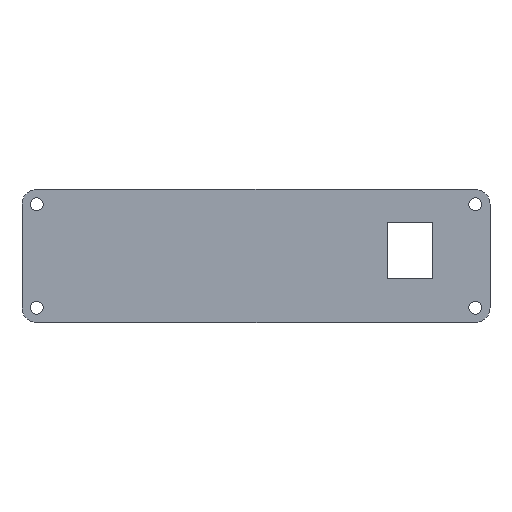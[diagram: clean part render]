
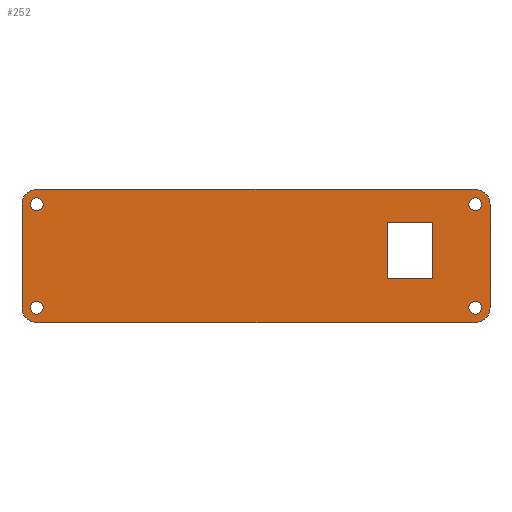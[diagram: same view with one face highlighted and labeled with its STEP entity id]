
A CAD part, top view. The second image highlights one B-rep face of the part: STEP entity #252.
In plain terms, the highlighted planar face has unit normal (0, 0, 1).
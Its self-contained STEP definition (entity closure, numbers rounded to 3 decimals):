
#32 = VERTEX_POINT('',#33);
#33 = CARTESIAN_POINT('',(44.5,13.5,2.));
#39 = EDGE_CURVE('',#32,#40,#42,.T.);
#40 = VERTEX_POINT('',#41);
#41 = CARTESIAN_POINT('',(-44.5,13.5,2.));
#42 = LINE('',#43,#44);
#43 = CARTESIAN_POINT('',(47.5,13.5,2.));
#44 = VECTOR('',#45,1.);
#45 = DIRECTION('',(-1.,0.,0.));
#208 = VERTEX_POINT('',#209);
#209 = CARTESIAN_POINT('',(47.5,10.5,2.));
#215 = EDGE_CURVE('',#32,#208,#216,.T.);
#216 = CIRCLE('',#217,3.);
#217 = AXIS2_PLACEMENT_3D('',#218,#219,#220);
#218 = CARTESIAN_POINT('',(44.5,10.5,2.));
#219 = DIRECTION('',(-0.,-0.,-1.));
#220 = DIRECTION('',(0.,-1.,0.));
#233 = VERTEX_POINT('',#234);
#234 = CARTESIAN_POINT('',(-47.5,10.5,2.));
#240 = EDGE_CURVE('',#40,#233,#241,.T.);
#241 = CIRCLE('',#242,3.);
#242 = AXIS2_PLACEMENT_3D('',#243,#244,#245);
#243 = CARTESIAN_POINT('',(-44.5,10.5,2.));
#244 = DIRECTION('',(-0.,0.,1.));
#245 = DIRECTION('',(0.,-1.,0.));
#252 = ADVANCED_FACE('',(#253,#298,#309,#320,#331,#365),#376,.T.);
#253 = FACE_BOUND('',#254,.T.);
#254 = EDGE_LOOP('',(#255,#256,#257,#265,#274,#282,#291,#297));
#255 = ORIENTED_EDGE('',*,*,#39,.T.);
#256 = ORIENTED_EDGE('',*,*,#240,.T.);
#257 = ORIENTED_EDGE('',*,*,#258,.T.);
#258 = EDGE_CURVE('',#233,#259,#261,.T.);
#259 = VERTEX_POINT('',#260);
#260 = CARTESIAN_POINT('',(-47.5,-10.5,2.));
#261 = LINE('',#262,#263);
#262 = CARTESIAN_POINT('',(-47.5,13.5,2.));
#263 = VECTOR('',#264,1.);
#264 = DIRECTION('',(0.,-1.,0.));
#265 = ORIENTED_EDGE('',*,*,#266,.T.);
#266 = EDGE_CURVE('',#259,#267,#269,.T.);
#267 = VERTEX_POINT('',#268);
#268 = CARTESIAN_POINT('',(-44.5,-13.5,2.));
#269 = CIRCLE('',#270,3.);
#270 = AXIS2_PLACEMENT_3D('',#271,#272,#273);
#271 = CARTESIAN_POINT('',(-44.5,-10.5,2.));
#272 = DIRECTION('',(-0.,0.,1.));
#273 = DIRECTION('',(0.,-1.,0.));
#274 = ORIENTED_EDGE('',*,*,#275,.T.);
#275 = EDGE_CURVE('',#267,#276,#278,.T.);
#276 = VERTEX_POINT('',#277);
#277 = CARTESIAN_POINT('',(44.5,-13.5,2.));
#278 = LINE('',#279,#280);
#279 = CARTESIAN_POINT('',(-47.5,-13.5,2.));
#280 = VECTOR('',#281,1.);
#281 = DIRECTION('',(1.,0.,0.));
#282 = ORIENTED_EDGE('',*,*,#283,.F.);
#283 = EDGE_CURVE('',#284,#276,#286,.T.);
#284 = VERTEX_POINT('',#285);
#285 = CARTESIAN_POINT('',(47.5,-10.5,2.));
#286 = CIRCLE('',#287,3.);
#287 = AXIS2_PLACEMENT_3D('',#288,#289,#290);
#288 = CARTESIAN_POINT('',(44.5,-10.5,2.));
#289 = DIRECTION('',(-0.,-0.,-1.));
#290 = DIRECTION('',(0.,-1.,0.));
#291 = ORIENTED_EDGE('',*,*,#292,.T.);
#292 = EDGE_CURVE('',#284,#208,#293,.T.);
#293 = LINE('',#294,#295);
#294 = CARTESIAN_POINT('',(47.5,-13.5,2.));
#295 = VECTOR('',#296,1.);
#296 = DIRECTION('',(0.,1.,0.));
#297 = ORIENTED_EDGE('',*,*,#215,.F.);
#298 = FACE_BOUND('',#299,.T.);
#299 = EDGE_LOOP('',(#300));
#300 = ORIENTED_EDGE('',*,*,#301,.F.);
#301 = EDGE_CURVE('',#302,#302,#304,.T.);
#302 = VERTEX_POINT('',#303);
#303 = CARTESIAN_POINT('',(-43.2,-10.5,2.));
#304 = CIRCLE('',#305,1.3);
#305 = AXIS2_PLACEMENT_3D('',#306,#307,#308);
#306 = CARTESIAN_POINT('',(-44.5,-10.5,2.));
#307 = DIRECTION('',(0.,0.,1.));
#308 = DIRECTION('',(1.,0.,0.));
#309 = FACE_BOUND('',#310,.T.);
#310 = EDGE_LOOP('',(#311));
#311 = ORIENTED_EDGE('',*,*,#312,.F.);
#312 = EDGE_CURVE('',#313,#313,#315,.T.);
#313 = VERTEX_POINT('',#314);
#314 = CARTESIAN_POINT('',(45.8,-10.5,2.));
#315 = CIRCLE('',#316,1.3);
#316 = AXIS2_PLACEMENT_3D('',#317,#318,#319);
#317 = CARTESIAN_POINT('',(44.5,-10.5,2.));
#318 = DIRECTION('',(0.,0.,1.));
#319 = DIRECTION('',(1.,0.,0.));
#320 = FACE_BOUND('',#321,.T.);
#321 = EDGE_LOOP('',(#322));
#322 = ORIENTED_EDGE('',*,*,#323,.F.);
#323 = EDGE_CURVE('',#324,#324,#326,.T.);
#324 = VERTEX_POINT('',#325);
#325 = CARTESIAN_POINT('',(-43.2,10.5,2.));
#326 = CIRCLE('',#327,1.3);
#327 = AXIS2_PLACEMENT_3D('',#328,#329,#330);
#328 = CARTESIAN_POINT('',(-44.5,10.5,2.));
#329 = DIRECTION('',(0.,0.,1.));
#330 = DIRECTION('',(1.,0.,0.));
#331 = FACE_BOUND('',#332,.T.);
#332 = EDGE_LOOP('',(#333,#343,#351,#359));
#333 = ORIENTED_EDGE('',*,*,#334,.T.);
#334 = EDGE_CURVE('',#335,#337,#339,.T.);
#335 = VERTEX_POINT('',#336);
#336 = CARTESIAN_POINT('',(26.7,-4.6,2.));
#337 = VERTEX_POINT('',#338);
#338 = CARTESIAN_POINT('',(26.7,6.8,2.));
#339 = LINE('',#340,#341);
#340 = CARTESIAN_POINT('',(26.7,-4.6,2.));
#341 = VECTOR('',#342,1.);
#342 = DIRECTION('',(0.,1.,0.));
#343 = ORIENTED_EDGE('',*,*,#344,.T.);
#344 = EDGE_CURVE('',#337,#345,#347,.T.);
#345 = VERTEX_POINT('',#346);
#346 = CARTESIAN_POINT('',(35.9,6.8,2.));
#347 = LINE('',#348,#349);
#348 = CARTESIAN_POINT('',(26.7,6.8,2.));
#349 = VECTOR('',#350,1.);
#350 = DIRECTION('',(1.,0.,0.));
#351 = ORIENTED_EDGE('',*,*,#352,.T.);
#352 = EDGE_CURVE('',#345,#353,#355,.T.);
#353 = VERTEX_POINT('',#354);
#354 = CARTESIAN_POINT('',(35.9,-4.6,2.));
#355 = LINE('',#356,#357);
#356 = CARTESIAN_POINT('',(35.9,6.8,2.));
#357 = VECTOR('',#358,1.);
#358 = DIRECTION('',(0.,-1.,0.));
#359 = ORIENTED_EDGE('',*,*,#360,.T.);
#360 = EDGE_CURVE('',#353,#335,#361,.T.);
#361 = LINE('',#362,#363);
#362 = CARTESIAN_POINT('',(35.9,-4.6,2.));
#363 = VECTOR('',#364,1.);
#364 = DIRECTION('',(-1.,0.,0.));
#365 = FACE_BOUND('',#366,.T.);
#366 = EDGE_LOOP('',(#367));
#367 = ORIENTED_EDGE('',*,*,#368,.F.);
#368 = EDGE_CURVE('',#369,#369,#371,.T.);
#369 = VERTEX_POINT('',#370);
#370 = CARTESIAN_POINT('',(45.8,10.5,2.));
#371 = CIRCLE('',#372,1.3);
#372 = AXIS2_PLACEMENT_3D('',#373,#374,#375);
#373 = CARTESIAN_POINT('',(44.5,10.5,2.));
#374 = DIRECTION('',(0.,0.,1.));
#375 = DIRECTION('',(1.,0.,0.));
#376 = PLANE('',#377);
#377 = AXIS2_PLACEMENT_3D('',#378,#379,#380);
#378 = CARTESIAN_POINT('',(0.,0.,2.));
#379 = DIRECTION('',(0.,0.,1.));
#380 = DIRECTION('',(1.,0.,0.));
